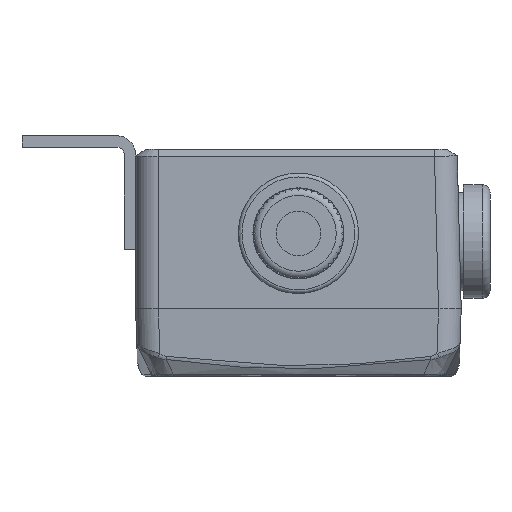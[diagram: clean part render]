
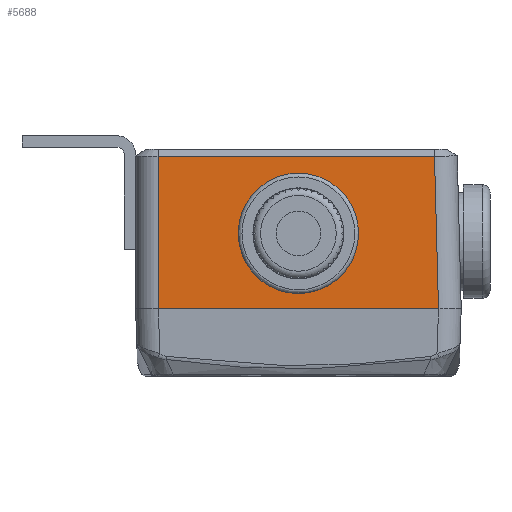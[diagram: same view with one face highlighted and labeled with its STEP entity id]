
A CAD part, front view. The second image highlights one B-rep face of the part: STEP entity #5688.
In plain terms, the highlighted planar face has unit normal (0, -1, 0).
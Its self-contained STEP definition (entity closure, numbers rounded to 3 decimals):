
#5688=ADVANCED_FACE('',(#7511,#7512),#6548,.T.);
#6548=PLANE('',#23320);
#7121=CIRCLE('',#23319,6.);
#7511=FACE_BOUND('',#8319,.T.);
#7512=FACE_BOUND('',#8320,.T.);
#8319=EDGE_LOOP('',(#12371,#12372,#12373,#12374));
#8320=EDGE_LOOP('',(#12375));
#12371=ORIENTED_EDGE('',*,*,#17920,.T.);
#12372=ORIENTED_EDGE('',*,*,#17921,.T.);
#12373=ORIENTED_EDGE('',*,*,#17922,.T.);
#12374=ORIENTED_EDGE('',*,*,#16877,.F.);
#12375=ORIENTED_EDGE('',*,*,#17923,.F.);
#15088=VERTEX_POINT('',#31042);
#15089=VERTEX_POINT('',#31044);
#15631=VERTEX_POINT('',#36503);
#15632=VERTEX_POINT('',#36505);
#15633=VERTEX_POINT('',#36508);
#16877=EDGE_CURVE('',#15088,#15089,#19315,.T.);
#17920=EDGE_CURVE('',#15088,#15631,#20116,.T.);
#17921=EDGE_CURVE('',#15631,#15632,#20117,.T.);
#17922=EDGE_CURVE('',#15632,#15089,#20118,.T.);
#17923=EDGE_CURVE('',#15633,#15633,#7121,.T.);
#19315=LINE('',#31043,#21098);
#20116=LINE('',#36502,#21934);
#20117=LINE('',#36504,#21935);
#20118=LINE('',#36506,#21936);
#21098=VECTOR('',#24709,1.);
#21934=VECTOR('',#26777,1.);
#21935=VECTOR('',#26778,1.);
#21936=VECTOR('',#26779,1.);
#23319=AXIS2_PLACEMENT_3D('',#36507,#26780,#26781);
#23320=AXIS2_PLACEMENT_3D('',#36509,#26782,#26783);
#24709=DIRECTION('',(-1.,0.,0.));
#26777=DIRECTION('',(-0.026,0.,1.));
#26778=DIRECTION('',(-1.,0.,0.));
#26779=DIRECTION('',(0.,0.,-1.));
#26780=DIRECTION('',(0.,-1.,0.));
#26781=DIRECTION('',(0.,0.,-1.));
#26782=DIRECTION('',(0.,-1.,0.));
#26783=DIRECTION('',(0.,0.,1.));
#31042=CARTESIAN_POINT('',(-56.501,133.999,8.9));
#31043=CARTESIAN_POINT('',(-88.5,133.999,8.9));
#31044=CARTESIAN_POINT('',(-93.5,133.999,8.9));
#36502=CARTESIAN_POINT('',(-56.523,133.999,9.737));
#36503=CARTESIAN_POINT('',(-57.029,133.999,29.056));
#36504=CARTESIAN_POINT('',(-88.5,133.999,29.056));
#36505=CARTESIAN_POINT('',(-93.5,133.999,29.056));
#36506=CARTESIAN_POINT('',(-93.5,133.999,8.9));
#36507=CARTESIAN_POINT('',(-75.,133.999,19.062));
#36508=CARTESIAN_POINT('',(-75.,133.999,13.062));
#36509=CARTESIAN_POINT('',(-88.5,133.999,8.9));
